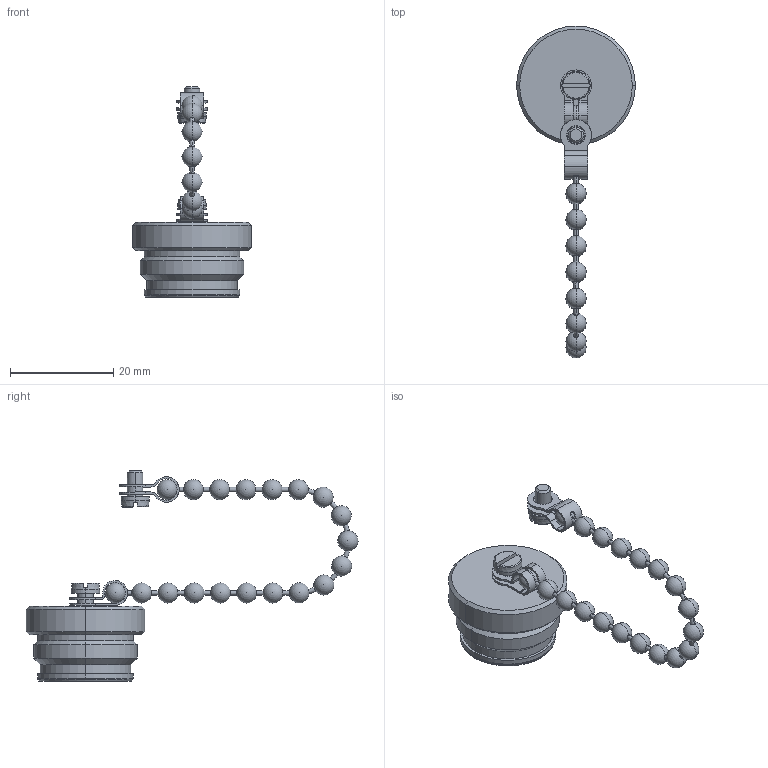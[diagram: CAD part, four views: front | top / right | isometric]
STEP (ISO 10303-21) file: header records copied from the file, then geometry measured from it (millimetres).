
FILE_DESCRIPTION (( 'STEP AP214' ), '1' );
FILE_NAME ('H00080A0001.STEP', '2019-11-21T15:04:15', ( '' ), ( '' ), 'SwSTEP 2.0', 'SolidWorks 2018', '' );
FILE_SCHEMA (( 'AUTOMOTIVE_DESIGN' ));
Length unit declared in the file: millimetre
Products named in the file (1): H00080A0001
Bounding box: 23 x 64.24 x 40.72 mm (x, y, z)
Volume: 3877 mm3; surface area: 3902.6 mm2
Topology: 6 solids, 6 shells, 219 faces, 653 edges, 408 vertices
Faces by surface type: cylinder 98, sphere 38, plane 35, cone 24, torus 24
Entity records: 9388 total; most frequent: CARTESIAN_POINT 1487, DIRECTION 1262, ORIENTED_EDGE 1088, AXIS2_PLACEMENT_3D 546, EDGE_CURVE 544, VERTEX_POINT 339, CIRCLE 326, EDGE_LOOP 229
